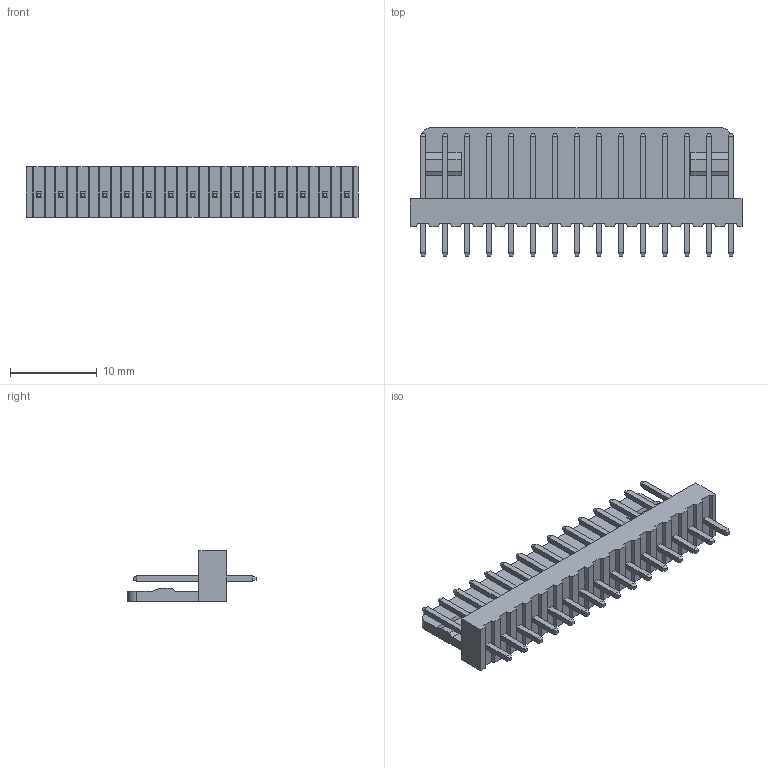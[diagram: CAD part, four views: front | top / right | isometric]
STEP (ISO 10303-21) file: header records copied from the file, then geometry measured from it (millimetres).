
FILE_DESCRIPTION (( 'STEP AP214' ), '1' );
FILE_NAME ('11633, SWR25X-NRTC-S15-ST-BA.STEP', '2012-09-20T03:11:25', ( '' ), ( '' ), 'SwSTEP 2.0', 'SolidWorks 2012', '' );
FILE_SCHEMA (( 'AUTOMOTIVE_DESIGN' ));
Length unit declared in the file: millimetre
Products named in the file (1): 11633, SWR25X-NRTC-S15-ST-BA
Bounding box: 38.34 x 14.8 x 5.8 mm (x, y, z)
Volume: 1077.3 mm3; surface area: 1786.4 mm2
Topology: 1 solids, 1 shells, 350 faces, 834 edges, 516 vertices
Faces by surface type: plane 348, cylinder 2
Entity records: 9776 total; most frequent: CARTESIAN_POINT 1701, ORIENTED_EDGE 1668, DIRECTION 1540, EDGE_CURVE 834, LINE 830, VECTOR 830, VERTEX_POINT 516, EDGE_LOOP 380
